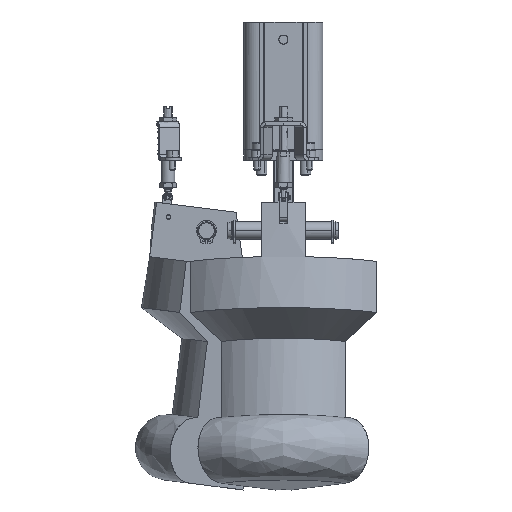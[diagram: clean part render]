
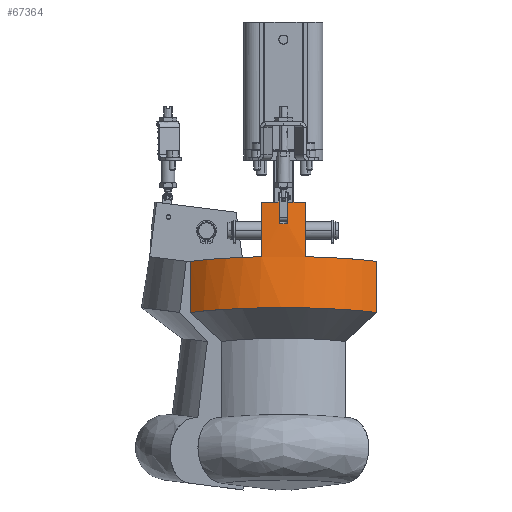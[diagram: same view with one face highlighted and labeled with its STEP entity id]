
A CAD part, front view. The second image highlights one B-rep face of the part: STEP entity #67364.
In plain terms, the highlighted free-form (B-spline) face has degree [2, 1] with [3, 2] control points.
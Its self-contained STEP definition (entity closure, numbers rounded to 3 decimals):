
#67364 = ADVANCED_FACE('',(#67365),#67473,.T.);
#67365 = FACE_BOUND('',#67366,.T.);
#67366 = EDGE_LOOP('',(#67367,#67377,#67384,#67392,#67399,#67407,#67414,
    #67422,#67429,#67437,#67444,#67452,#67460,#67468));
#67367 = ORIENTED_EDGE('',*,*,#67368,.T.);
#67368 = EDGE_CURVE('',#67369,#67371,#67373,.T.);
#67369 = VERTEX_POINT('',#67370);
#67370 = CARTESIAN_POINT('',(2.152,-69.83,
    -20.38));
#67371 = VERTEX_POINT('',#67372);
#67372 = CARTESIAN_POINT('',(10.76,-68.97,
    -20.489));
#67373 = ( BOUNDED_CURVE() B_SPLINE_CURVE(2,(#67374,#67375,#67376),
.UNSPECIFIED.,.F.,.F.) B_SPLINE_CURVE_WITH_KNOTS((3,3),(0.,
0.134),.PIECEWISE_BEZIER_KNOTS.) CURVE() 
GEOMETRIC_REPRESENTATION_ITEM() RATIONAL_B_SPLINE_CURVE((1.,
0.998,1.)) REPRESENTATION_ITEM('') );
#67374 = CARTESIAN_POINT('',(2.152,-69.83,
    -20.38));
#67375 = CARTESIAN_POINT('',(6.485,-69.687,
    -20.398));
#67376 = CARTESIAN_POINT('',(10.76,-68.97,
    -20.489));
#67377 = ORIENTED_EDGE('',*,*,#67378,.T.);
#67378 = EDGE_CURVE('',#67371,#67379,#67381,.T.);
#67379 = VERTEX_POINT('',#67380);
#67380 = CARTESIAN_POINT('',(10.76,-72.341,
    -47.176));
#67381 = B_SPLINE_CURVE_WITH_KNOTS('',1,(#67382,#67383),.UNSPECIFIED.,
  .F.,.F.,(2,2),(0.,25.),.PIECEWISE_BEZIER_KNOTS.);
#67382 = CARTESIAN_POINT('',(10.76,-68.97,
    -20.489));
#67383 = CARTESIAN_POINT('',(10.76,-72.341,
    -47.176));
#67384 = ORIENTED_EDGE('',*,*,#67385,.T.);
#67385 = EDGE_CURVE('',#67379,#67386,#67388,.T.);
#67386 = VERTEX_POINT('',#67387);
#67387 = CARTESIAN_POINT('',(45.649,-54.478,
    -49.432));
#67388 = ( BOUNDED_CURVE() B_SPLINE_CURVE(2,(#67389,#67390,#67391),
.UNSPECIFIED.,.F.,.F.) B_SPLINE_CURVE_WITH_KNOTS((3,3),(0.,
0.618),.PIECEWISE_BEZIER_KNOTS.) CURVE() 
GEOMETRIC_REPRESENTATION_ITEM() RATIONAL_B_SPLINE_CURVE((1.,
0.953,1.)) REPRESENTATION_ITEM('') );
#67389 = CARTESIAN_POINT('',(10.76,-72.341,
    -47.176));
#67390 = CARTESIAN_POINT('',(31.078,-68.934,
    -47.606));
#67391 = CARTESIAN_POINT('',(45.649,-54.478,
    -49.432));
#67392 = ORIENTED_EDGE('',*,*,#67393,.T.);
#67393 = EDGE_CURVE('',#67386,#67394,#67396,.T.);
#67394 = VERTEX_POINT('',#67395);
#67395 = CARTESIAN_POINT('',(45.649,-57.64,
    -74.468));
#67396 = B_SPLINE_CURVE_WITH_KNOTS('',1,(#67397,#67398),.UNSPECIFIED.,
  .F.,.F.,(2,2),(0.,23.453),.PIECEWISE_BEZIER_KNOTS.);
#67397 = CARTESIAN_POINT('',(45.649,-54.478,
    -49.432));
#67398 = CARTESIAN_POINT('',(45.649,-57.64,
    -74.468));
#67399 = ORIENTED_EDGE('',*,*,#67400,.T.);
#67400 = EDGE_CURVE('',#67394,#67401,#67403,.T.);
#67401 = VERTEX_POINT('',#67402);
#67402 = CARTESIAN_POINT('',(-45.649,-57.64,
    -74.468));
#67403 = ( BOUNDED_CURVE() B_SPLINE_CURVE(2,(#67404,#67405,#67406),
.UNSPECIFIED.,.F.,.F.) B_SPLINE_CURVE_WITH_KNOTS((3,3),(0.,
1.571),.PIECEWISE_BEZIER_KNOTS.) CURVE() 
GEOMETRIC_REPRESENTATION_ITEM() RATIONAL_B_SPLINE_CURVE((1.,
0.707,1.)) REPRESENTATION_ITEM('') );
#67404 = CARTESIAN_POINT('',(45.649,-57.64,
    -74.468));
#67405 = CARTESIAN_POINT('',(0.,-102.929,
    -68.746));
#67406 = CARTESIAN_POINT('',(-45.649,-57.64,
    -74.468));
#67407 = ORIENTED_EDGE('',*,*,#67408,.T.);
#67408 = EDGE_CURVE('',#67401,#67409,#67411,.T.);
#67409 = VERTEX_POINT('',#67410);
#67410 = CARTESIAN_POINT('',(-45.649,-54.478,
    -49.432));
#67411 = B_SPLINE_CURVE_WITH_KNOTS('',1,(#67412,#67413),.UNSPECIFIED.,
  .F.,.F.,(2,2),(0.,23.453),.PIECEWISE_BEZIER_KNOTS.);
#67412 = CARTESIAN_POINT('',(-45.649,-57.64,
    -74.468));
#67413 = CARTESIAN_POINT('',(-45.649,-54.478,
    -49.432));
#67414 = ORIENTED_EDGE('',*,*,#67415,.T.);
#67415 = EDGE_CURVE('',#67409,#67416,#67418,.T.);
#67416 = VERTEX_POINT('',#67417);
#67417 = CARTESIAN_POINT('',(-10.76,-72.341,
    -47.176));
#67418 = ( BOUNDED_CURVE() B_SPLINE_CURVE(2,(#67419,#67420,#67421),
.UNSPECIFIED.,.F.,.F.) B_SPLINE_CURVE_WITH_KNOTS((3,3),(0.,
0.618),.PIECEWISE_BEZIER_KNOTS.) CURVE() 
GEOMETRIC_REPRESENTATION_ITEM() RATIONAL_B_SPLINE_CURVE((1.,
0.953,1.)) REPRESENTATION_ITEM('') );
#67419 = CARTESIAN_POINT('',(-45.649,-54.478,
    -49.432));
#67420 = CARTESIAN_POINT('',(-31.078,-68.934,
    -47.606));
#67421 = CARTESIAN_POINT('',(-10.76,-72.341,
    -47.176));
#67422 = ORIENTED_EDGE('',*,*,#67423,.T.);
#67423 = EDGE_CURVE('',#67416,#67424,#67426,.T.);
#67424 = VERTEX_POINT('',#67425);
#67425 = CARTESIAN_POINT('',(-10.76,-68.97,
    -20.489));
#67426 = B_SPLINE_CURVE_WITH_KNOTS('',1,(#67427,#67428),.UNSPECIFIED.,
  .F.,.F.,(2,2),(0.,25.),.PIECEWISE_BEZIER_KNOTS.);
#67427 = CARTESIAN_POINT('',(-10.76,-72.341,
    -47.176));
#67428 = CARTESIAN_POINT('',(-10.76,-68.97,
    -20.489));
#67429 = ORIENTED_EDGE('',*,*,#67430,.T.);
#67430 = EDGE_CURVE('',#67424,#67431,#67433,.T.);
#67431 = VERTEX_POINT('',#67432);
#67432 = CARTESIAN_POINT('',(-2.152,-69.83,
    -20.38));
#67433 = ( BOUNDED_CURVE() B_SPLINE_CURVE(2,(#67434,#67435,#67436),
.UNSPECIFIED.,.F.,.F.) B_SPLINE_CURVE_WITH_KNOTS((3,3),(0.,
0.134),.PIECEWISE_BEZIER_KNOTS.) CURVE() 
GEOMETRIC_REPRESENTATION_ITEM() RATIONAL_B_SPLINE_CURVE((1.,
0.998,1.)) REPRESENTATION_ITEM('') );
#67434 = CARTESIAN_POINT('',(-10.76,-68.97,
    -20.489));
#67435 = CARTESIAN_POINT('',(-6.485,-69.687,
    -20.398));
#67436 = CARTESIAN_POINT('',(-2.152,-69.83,
    -20.38));
#67437 = ORIENTED_EDGE('',*,*,#67438,.T.);
#67438 = EDGE_CURVE('',#67431,#67439,#67441,.T.);
#67439 = VERTEX_POINT('',#67440);
#67440 = CARTESIAN_POINT('',(-2.152,-71.179,
    -31.055));
#67441 = B_SPLINE_CURVE_WITH_KNOTS('',1,(#67442,#67443),.UNSPECIFIED.,
  .F.,.F.,(2,2),(0.,10.),.PIECEWISE_BEZIER_KNOTS.);
#67442 = CARTESIAN_POINT('',(-2.152,-69.83,
    -20.38));
#67443 = CARTESIAN_POINT('',(-2.152,-71.179,
    -31.055));
#67444 = ORIENTED_EDGE('',*,*,#67445,.T.);
#67445 = EDGE_CURVE('',#67439,#67446,#67448,.T.);
#67446 = VERTEX_POINT('',#67447);
#67447 = CARTESIAN_POINT('',(-0.471,-71.212,
    -31.051));
#67448 = ( BOUNDED_CURVE() B_SPLINE_CURVE(2,(#67449,#67450,#67451),
.UNSPECIFIED.,.F.,.F.) B_SPLINE_CURVE_WITH_KNOTS((3,3),(
    0.,0.026),.PIECEWISE_BEZIER_KNOTS.) 
CURVE() GEOMETRIC_REPRESENTATION_ITEM() RATIONAL_B_SPLINE_CURVE((1.,
1.,1.)) REPRESENTATION_ITEM('') );
#67449 = CARTESIAN_POINT('',(-2.152,-71.179,
    -31.055));
#67450 = CARTESIAN_POINT('',(-1.312,-71.206,
    -31.052));
#67451 = CARTESIAN_POINT('',(-0.471,-71.212,
    -31.051));
#67452 = ORIENTED_EDGE('',*,*,#67453,.T.);
#67453 = EDGE_CURVE('',#67446,#67454,#67456,.T.);
#67454 = VERTEX_POINT('',#67455);
#67455 = CARTESIAN_POINT('',(0.471,-71.212,
    -31.051));
#67456 = ( BOUNDED_CURVE() B_SPLINE_CURVE(2,(#67457,#67458,#67459),
.UNSPECIFIED.,.F.,.F.) B_SPLINE_CURVE_WITH_KNOTS((3,3),(0.,
0.015),.PIECEWISE_BEZIER_KNOTS.) CURVE() 
GEOMETRIC_REPRESENTATION_ITEM() RATIONAL_B_SPLINE_CURVE((1.,
1.,1.)) REPRESENTATION_ITEM('') );
#67457 = CARTESIAN_POINT('',(-0.471,-71.212,
    -31.051));
#67458 = CARTESIAN_POINT('',(0.,-71.216,
    -31.05));
#67459 = CARTESIAN_POINT('',(0.471,-71.212,
    -31.051));
#67460 = ORIENTED_EDGE('',*,*,#67461,.T.);
#67461 = EDGE_CURVE('',#67454,#67462,#67464,.T.);
#67462 = VERTEX_POINT('',#67463);
#67463 = CARTESIAN_POINT('',(2.152,-71.179,
    -31.055));
#67464 = ( BOUNDED_CURVE() B_SPLINE_CURVE(2,(#67465,#67466,#67467),
.UNSPECIFIED.,.F.,.F.) B_SPLINE_CURVE_WITH_KNOTS((3,3),(0.,
0.026),.PIECEWISE_BEZIER_KNOTS.) CURVE() 
GEOMETRIC_REPRESENTATION_ITEM() RATIONAL_B_SPLINE_CURVE((1.,
1.,1.)) REPRESENTATION_ITEM('') );
#67465 = CARTESIAN_POINT('',(0.471,-71.212,
    -31.051));
#67466 = CARTESIAN_POINT('',(1.312,-71.206,
    -31.052));
#67467 = CARTESIAN_POINT('',(2.152,-71.179,
    -31.055));
#67468 = ORIENTED_EDGE('',*,*,#67469,.T.);
#67469 = EDGE_CURVE('',#67462,#67369,#67470,.T.);
#67470 = B_SPLINE_CURVE_WITH_KNOTS('',1,(#67471,#67472),.UNSPECIFIED.,
  .F.,.F.,(2,2),(0.,10.),.PIECEWISE_BEZIER_KNOTS.);
#67471 = CARTESIAN_POINT('',(2.152,-71.179,
    -31.055));
#67472 = CARTESIAN_POINT('',(2.152,-69.83,
    -20.38));
#67473 = ( BOUNDED_SURFACE() B_SPLINE_SURFACE(2,1,(
    (#67474,#67475)
    ,(#67476,#67477)
    ,(#67478,#67479
)),.UNSPECIFIED.,.F.,.F.,.F.) B_SPLINE_SURFACE_WITH_KNOTS((3,3),(2,2),(
    4.712,6.283),(0.,48.453),
.PIECEWISE_BEZIER_KNOTS.) GEOMETRIC_REPRESENTATION_ITEM() 
RATIONAL_B_SPLINE_SURFACE((
    (1.,1.)
    ,(0.707,0.707)
,(1.,1.))) REPRESENTATION_ITEM('') SURFACE() );
#67474 = CARTESIAN_POINT('',(45.649,-57.64,
    -74.468));
#67475 = CARTESIAN_POINT('',(45.649,-51.106,
    -22.746));
#67476 = CARTESIAN_POINT('',(0.,-102.929,
    -68.746));
#67477 = CARTESIAN_POINT('',(0.,-96.395,
    -17.024));
#67478 = CARTESIAN_POINT('',(-45.649,-57.64,
    -74.468));
#67479 = CARTESIAN_POINT('',(-45.649,-51.106,
    -22.746));
